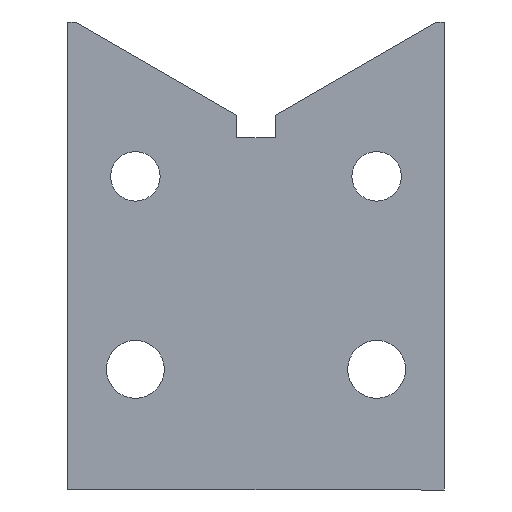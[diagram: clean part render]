
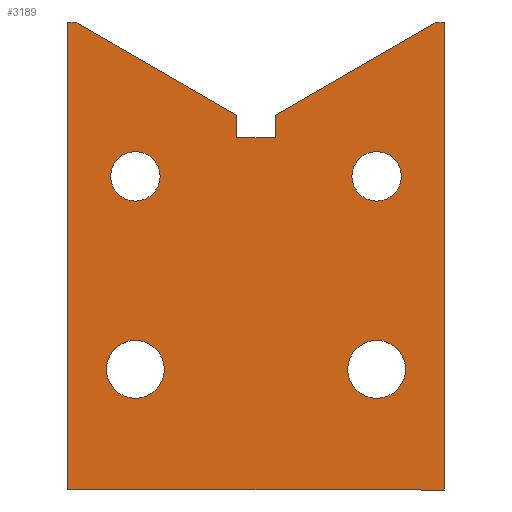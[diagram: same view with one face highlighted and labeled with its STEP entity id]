
A CAD part, front view. The second image highlights one B-rep face of the part: STEP entity #3189.
In plain terms, the highlighted planar face has unit normal (0, -1, 0).
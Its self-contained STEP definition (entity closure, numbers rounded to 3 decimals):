
#1451=VERTEX_POINT('',#3947);
#1465=EDGE_CURVE('',#1711,#1495,#3963,.T.);
#1481=EDGE_CURVE('',#3139,#2435,#3980,.T.);
#1495=VERTEX_POINT('',#3997);
#1523=VERTEX_POINT('',#4030);
#1565=VERTEX_POINT('',#4080);
#1695=EDGE_CURVE('',#1451,#3139,#4222,.T.);
#1711=VERTEX_POINT('',#4240);
#1727=EDGE_CURVE('',#3257,#3651,#4257,.T.);
#1753=VERTEX_POINT('',#4284);
#1853=EDGE_CURVE('',#3425,#1565,#4401,.T.);
#1903=EDGE_CURVE('',#2819,#1451,#4456,.T.);
#1909=EDGE_CURVE('',#2705,#2333,#4462,.T.);
#2003=EDGE_CURVE('',#1523,#2659,#4578,.T.);
#2151=EDGE_CURVE('',#1753,#3109,#4741,.T.);
#2159=EDGE_CURVE('',#1565,#3425,#4750,.T.);
#2205=EDGE_CURVE('',#2799,#2229,#4803,.T.);
#2229=VERTEX_POINT('',#4827);
#2247=EDGE_CURVE('',#3109,#2819,#4846,.T.);
#2333=VERTEX_POINT('',#4947);
#2343=EDGE_CURVE('',#3651,#1753,#4957,.T.);
#2435=VERTEX_POINT('',#5060);
#2569=EDGE_CURVE('',#2435,#1523,#5215,.T.);
#2659=VERTEX_POINT('',#5316);
#2705=VERTEX_POINT('',#5367);
#2799=VERTEX_POINT('',#5468);
#2819=VERTEX_POINT('',#5489);
#2981=EDGE_CURVE('',#2333,#2705,#5671,.T.);
#2991=EDGE_CURVE('',#2229,#2799,#5683,.T.);
#3109=VERTEX_POINT('',#5812);
#3139=VERTEX_POINT('',#5845);
#3189=ADVANCED_FACE('',(#5899,#5900,#5901,#5902,#5903),#5904,.F.);
#3257=VERTEX_POINT('',#5982);
#3425=VERTEX_POINT('',#6175);
#3651=VERTEX_POINT('',#6428);
#3681=EDGE_CURVE('',#1495,#1711,#6463,.T.);
#3693=EDGE_CURVE('',#2659,#3257,#6477,.T.);
#3947=CARTESIAN_POINT('',(-14.,-25.0,72.));
#3963=CIRCLE('',#6817,5.125);
#3980=LINE('',#6843,#6844);
#3997=CARTESIAN_POINT('',(44.875,-25.0,40.));
#4030=CARTESIAN_POINT('',(21.,-25.0,48.));
#4080=CARTESIAN_POINT('',(6.,-25.0,0.));
#4222=LINE('',#7155,#7156);
#4240=CARTESIAN_POINT('',(55.125,-25.0,40.));
#4257=LINE('',#7200,#7201);
#4284=CARTESIAN_POINT('',(64.,-25.0,72.0));
#4401=CIRCLE('',#7388,6.0);
#4456=LINE('',#7464,#7465);
#4462=CIRCLE('',#7474,6.0);
#4578=LINE('',#7611,#7612);
#4741=LINE('',#7825,#7826);
#4750=CIRCLE('',#7839,6.0);
#4803=CIRCLE('',#7909,5.125);
#4827=CARTESIAN_POINT('',(5.125,-25.0,40.));
#4846=LINE('',#7973,#7974);
#4947=CARTESIAN_POINT('',(44.,-25.0,0.));
#4957=LINE('',#8109,#8110);
#5060=CARTESIAN_POINT('',(21.,-25.0,52.668));
#5215=LINE('',#8428,#8429);
#5316=CARTESIAN_POINT('',(29.,-25.0,48.));
#5367=CARTESIAN_POINT('',(56.,-25.0,0.));
#5468=CARTESIAN_POINT('',(-5.125,-25.0,40.));
#5489=CARTESIAN_POINT('',(-14.,-25.0,-25.));
#5671=CIRCLE('',#9025,6.0);
#5683=CIRCLE('',#9040,5.125);
#5812=CARTESIAN_POINT('',(64.,-25.0,-25.0));
#5845=CARTESIAN_POINT('',(-12.483,-25.0,72.));
#5899=FACE_BOUND('',#9321,.T.);
#5900=FACE_BOUND('',#9322,.T.);
#5901=FACE_BOUND('',#9323,.T.);
#5902=FACE_BOUND('',#9324,.T.);
#5903=FACE_OUTER_BOUND('',#9325,.T.);
#5904=PLANE('',#9326);
#5982=CARTESIAN_POINT('',(29.,-25.0,52.668));
#6175=CARTESIAN_POINT('',(-6.,-25.0,0.));
#6428=CARTESIAN_POINT('',(62.483,-25.0,72.0));
#6463=CIRCLE('',#10044,5.125);
#6477=LINE('',#10063,#10064);
#6817=AXIS2_PLACEMENT_3D('',#10394,#10395,#10396);
#6843=CARTESIAN_POINT('',(-12.483,-25.0,72.));
#6844=VECTOR('',#10414,1.0);
#7155=CARTESIAN_POINT('',(-14.,-25.0,72.));
#7156=VECTOR('',#10773,1.0);
#7200=CARTESIAN_POINT('',(29.,-25.0,52.668));
#7201=VECTOR('',#10812,1.0);
#7388=AXIS2_PLACEMENT_3D('',#11023,#11024,#11025);
#7464=CARTESIAN_POINT('',(-14.,-25.0,-25.));
#7465=VECTOR('',#11101,1.0);
#7474=AXIS2_PLACEMENT_3D('',#11103,#11104,#11105);
#7611=CARTESIAN_POINT('',(21.,-25.0,48.));
#7612=VECTOR('',#11322,1.0);
#7825=CARTESIAN_POINT('',(64.,-25.0,72.0));
#7826=VECTOR('',#11519,1.0);
#7839=AXIS2_PLACEMENT_3D('',#11532,#11533,#11534);
#7909=AXIS2_PLACEMENT_3D('',#11609,#11610,#11611);
#7973=CARTESIAN_POINT('',(64.,-25.0,-25.0));
#7974=VECTOR('',#11650,1.0);
#8109=CARTESIAN_POINT('',(62.483,-25.0,72.0));
#8110=VECTOR('',#11810,1.0);
#8428=CARTESIAN_POINT('',(21.,-25.0,52.668));
#8429=VECTOR('',#12184,1.0);
#9025=AXIS2_PLACEMENT_3D('',#12774,#12775,#12776);
#9040=AXIS2_PLACEMENT_3D('',#12799,#12800,#12801);
#9321=EDGE_LOOP('',(#13072,#13073));
#9322=EDGE_LOOP('',(#13074,#13075));
#9323=EDGE_LOOP('',(#13076,#13077));
#9324=EDGE_LOOP('',(#13078,#13079));
#9325=EDGE_LOOP('',(#13080,#13081,#13082,#13083,#13084,#13085,#13086,#13087,#13088,#13089));
#9326=AXIS2_PLACEMENT_3D('',#13090,#13091,#13092);
#10044=AXIS2_PLACEMENT_3D('',#13900,#13901,#13902);
#10063=CARTESIAN_POINT('',(29.,-25.0,48.));
#10064=VECTOR('',#13926,1.0);
#10394=CARTESIAN_POINT('',(50.,-25.0,40.));
#10395=DIRECTION('',(0.,1.0,0.));
#10396=DIRECTION('',(-1.0,0.,0.0));
#10414=DIRECTION('',(0.866,0.,-0.5));
#10773=DIRECTION('',(1.0,0.,0.0));
#10812=DIRECTION('',(0.866,0.,0.5));
#11023=CARTESIAN_POINT('',(0.,-25.0,0.));
#11024=DIRECTION('',(0.,1.0,0.));
#11025=DIRECTION('',(-1.0,0.,0.0));
#11101=DIRECTION('',(0.,0.,1.0));
#11103=CARTESIAN_POINT('',(50.,-25.0,0.));
#11104=DIRECTION('',(0.,1.0,0.));
#11105=DIRECTION('',(-1.0,0.,0.0));
#11322=DIRECTION('',(1.0,0.,0.0));
#11519=DIRECTION('',(0.,0.,-1.0));
#11532=CARTESIAN_POINT('',(0.,-25.0,0.));
#11533=DIRECTION('',(0.,1.0,0.));
#11534=DIRECTION('',(-1.0,0.,0.0));
#11609=CARTESIAN_POINT('',(0.,-25.0,40.));
#11610=DIRECTION('',(0.,1.0,0.));
#11611=DIRECTION('',(-1.0,0.,0.0));
#11650=DIRECTION('',(-1.0,0.,0.0));
#11810=DIRECTION('',(1.0,0.,0.0));
#12184=DIRECTION('',(0.,0.,-1.0));
#12774=CARTESIAN_POINT('',(50.,-25.0,0.));
#12775=DIRECTION('',(0.,1.0,0.));
#12776=DIRECTION('',(-1.0,0.,0.0));
#12799=CARTESIAN_POINT('',(0.,-25.0,40.));
#12800=DIRECTION('',(0.,1.0,0.));
#12801=DIRECTION('',(-1.0,0.,0.0));
#13072=ORIENTED_EDGE('',*,*,#2981,.T.);
#13073=ORIENTED_EDGE('',*,*,#1909,.T.);
#13074=ORIENTED_EDGE('',*,*,#1853,.T.);
#13075=ORIENTED_EDGE('',*,*,#2159,.T.);
#13076=ORIENTED_EDGE('',*,*,#3681,.T.);
#13077=ORIENTED_EDGE('',*,*,#1465,.T.);
#13078=ORIENTED_EDGE('',*,*,#2205,.T.);
#13079=ORIENTED_EDGE('',*,*,#2991,.T.);
#13080=ORIENTED_EDGE('',*,*,#1695,.F.);
#13081=ORIENTED_EDGE('',*,*,#1903,.F.);
#13082=ORIENTED_EDGE('',*,*,#2247,.F.);
#13083=ORIENTED_EDGE('',*,*,#2151,.F.);
#13084=ORIENTED_EDGE('',*,*,#2343,.F.);
#13085=ORIENTED_EDGE('',*,*,#1727,.F.);
#13086=ORIENTED_EDGE('',*,*,#3693,.F.);
#13087=ORIENTED_EDGE('',*,*,#2003,.F.);
#13088=ORIENTED_EDGE('',*,*,#2569,.F.);
#13089=ORIENTED_EDGE('',*,*,#1481,.F.);
#13090=CARTESIAN_POINT('',(25.,-25.0,22.996));
#13091=DIRECTION('',(0.,1.0,0.));
#13092=DIRECTION('',(-1.0,0.,0.0));
#13900=CARTESIAN_POINT('',(50.,-25.0,40.));
#13901=DIRECTION('',(0.,1.0,0.));
#13902=DIRECTION('',(-1.0,0.,0.0));
#13926=DIRECTION('',(0.,0.,1.0));
